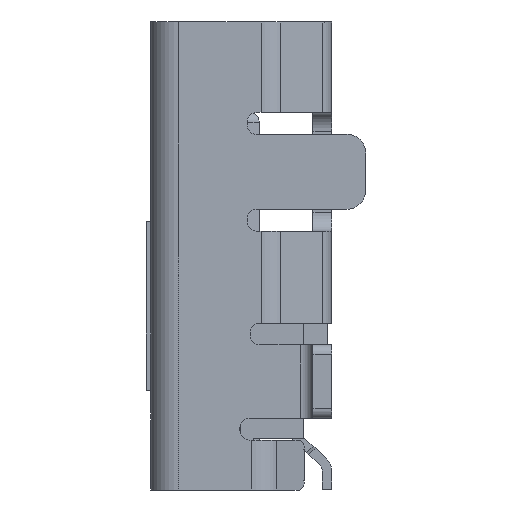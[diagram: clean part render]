
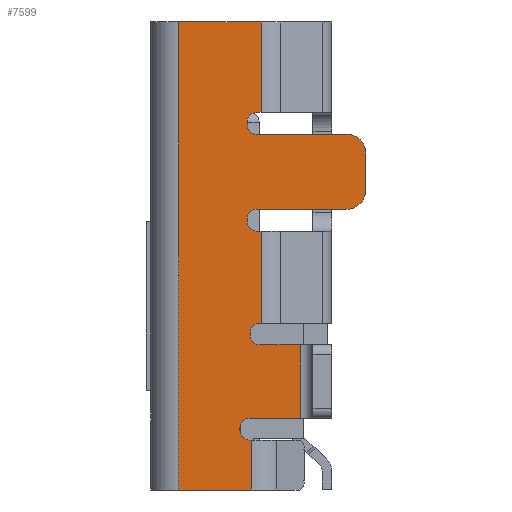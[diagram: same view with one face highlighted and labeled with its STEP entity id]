
A CAD part, left-side view. The second image highlights one B-rep face of the part: STEP entity #7599.
In plain terms, the highlighted planar face has unit normal (-1, 0, 0).
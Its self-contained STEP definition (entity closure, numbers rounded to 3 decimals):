
#5938 = VERTEX_POINT('',#5939);
#5939 = CARTESIAN_POINT('',(1.75,1.08,-0.8));
#5946 = EDGE_CURVE('',#5938,#5947,#5949,.T.);
#5947 = VERTEX_POINT('',#5948);
#5948 = CARTESIAN_POINT('',(1.75,2.4,-0.8));
#5949 = LINE('',#5950,#5951);
#5950 = CARTESIAN_POINT('',(1.75,1.08,-0.8));
#5951 = VECTOR('',#5952,1.);
#5952 = DIRECTION('',(0.,1.,0.));
#7361 = VERTEX_POINT('',#7362);
#7362 = CARTESIAN_POINT('',(1.75,2.4,-8.3));
#7369 = EDGE_CURVE('',#7361,#7370,#7372,.T.);
#7370 = VERTEX_POINT('',#7371);
#7371 = CARTESIAN_POINT('',(1.75,1.241,-8.3));
#7372 = LINE('',#7373,#7374);
#7373 = CARTESIAN_POINT('',(1.75,2.4,-8.3));
#7374 = VECTOR('',#7375,1.);
#7375 = DIRECTION('',(0.,-1.,0.));
#7539 = VERTEX_POINT('',#7540);
#7540 = CARTESIAN_POINT('',(1.75,1.42,-7.3));
#7548 = VERTEX_POINT('',#7549);
#7549 = CARTESIAN_POINT('',(1.75,1.42,-7.35));
#7555 = EDGE_CURVE('',#7548,#7539,#7556,.T.);
#7556 = LINE('',#7557,#7558);
#7557 = CARTESIAN_POINT('',(1.75,1.42,-7.35));
#7558 = VECTOR('',#7559,1.);
#7559 = DIRECTION('',(0.,0.,1.));
#7570 = EDGE_CURVE('',#7539,#7571,#7573,.T.);
#7571 = VERTEX_POINT('',#7572);
#7572 = CARTESIAN_POINT('',(1.75,1.27,-7.15));
#7573 = CIRCLE('',#7574,0.15);
#7574 = AXIS2_PLACEMENT_3D('',#7575,#7576,#7577);
#7575 = CARTESIAN_POINT('',(1.75,1.27,-7.3));
#7576 = DIRECTION('',(1.,0.,-0.));
#7577 = DIRECTION('',(0.,1.,0.));
#7599 = ADVANCED_FACE('',(#7600),#7817,.T.);
#7600 = FACE_BOUND('',#7601,.F.);
#7601 = EDGE_LOOP('',(#7602,#7612,#7618,#7619,#7620,#7629,#7637,#7643,
    #7644,#7650,#7651,#7659,#7667,#7676,#7684,#7693,#7701,#7710,#7718,
    #7727,#7735,#7744,#7752,#7761,#7769,#7777,#7785,#7794,#7802,#7811));
#7602 = ORIENTED_EDGE('',*,*,#7603,.T.);
#7603 = EDGE_CURVE('',#7604,#7606,#7608,.T.);
#7604 = VERTEX_POINT('',#7605);
#7605 = CARTESIAN_POINT('',(1.75,0.45,-5.975));
#7606 = VERTEX_POINT('',#7607);
#7607 = CARTESIAN_POINT('',(1.75,0.45,-7.15));
#7608 = LINE('',#7609,#7610);
#7609 = CARTESIAN_POINT('',(1.75,0.45,-5.975));
#7610 = VECTOR('',#7611,1.);
#7611 = DIRECTION('',(0.,0.,-1.));
#7612 = ORIENTED_EDGE('',*,*,#7613,.F.);
#7613 = EDGE_CURVE('',#7571,#7606,#7614,.T.);
#7614 = LINE('',#7615,#7616);
#7615 = CARTESIAN_POINT('',(1.75,1.27,-7.15));
#7616 = VECTOR('',#7617,1.);
#7617 = DIRECTION('',(0.,-1.,0.));
#7618 = ORIENTED_EDGE('',*,*,#7570,.F.);
#7619 = ORIENTED_EDGE('',*,*,#7555,.F.);
#7620 = ORIENTED_EDGE('',*,*,#7621,.F.);
#7621 = EDGE_CURVE('',#7622,#7548,#7624,.T.);
#7622 = VERTEX_POINT('',#7623);
#7623 = CARTESIAN_POINT('',(1.75,1.27,-7.5));
#7624 = CIRCLE('',#7625,0.15);
#7625 = AXIS2_PLACEMENT_3D('',#7626,#7627,#7628);
#7626 = CARTESIAN_POINT('',(1.75,1.27,-7.35));
#7627 = DIRECTION('',(1.,-0.,0.));
#7628 = DIRECTION('',(0.,0.,-1.));
#7629 = ORIENTED_EDGE('',*,*,#7630,.F.);
#7630 = EDGE_CURVE('',#7631,#7622,#7633,.T.);
#7631 = VERTEX_POINT('',#7632);
#7632 = CARTESIAN_POINT('',(1.75,1.241,-7.5));
#7633 = LINE('',#7634,#7635);
#7634 = CARTESIAN_POINT('',(1.75,1.241,-7.5));
#7635 = VECTOR('',#7636,1.);
#7636 = DIRECTION('',(0.,1.,0.));
#7637 = ORIENTED_EDGE('',*,*,#7638,.T.);
#7638 = EDGE_CURVE('',#7631,#7370,#7639,.T.);
#7639 = LINE('',#7640,#7641);
#7640 = CARTESIAN_POINT('',(1.75,1.241,-7.5));
#7641 = VECTOR('',#7642,1.);
#7642 = DIRECTION('',(0.,0.,-1.));
#7643 = ORIENTED_EDGE('',*,*,#7369,.F.);
#7644 = ORIENTED_EDGE('',*,*,#7645,.T.);
#7645 = EDGE_CURVE('',#7361,#5947,#7646,.T.);
#7646 = LINE('',#7647,#7648);
#7647 = CARTESIAN_POINT('',(1.75,2.4,-8.3));
#7648 = VECTOR('',#7649,1.);
#7649 = DIRECTION('',(0.,0.,1.));
#7650 = ORIENTED_EDGE('',*,*,#5946,.F.);
#7651 = ORIENTED_EDGE('',*,*,#7652,.T.);
#7652 = EDGE_CURVE('',#5938,#7653,#7655,.T.);
#7653 = VERTEX_POINT('',#7654);
#7654 = CARTESIAN_POINT('',(1.75,1.08,-2.25));
#7655 = LINE('',#7656,#7657);
#7656 = CARTESIAN_POINT('',(1.75,1.08,-0.8));
#7657 = VECTOR('',#7658,1.);
#7658 = DIRECTION('',(0.,0.,-1.));
#7659 = ORIENTED_EDGE('',*,*,#7660,.T.);
#7660 = EDGE_CURVE('',#7653,#7661,#7663,.T.);
#7661 = VERTEX_POINT('',#7662);
#7662 = CARTESIAN_POINT('',(1.75,1.155,-2.25));
#7663 = LINE('',#7664,#7665);
#7664 = CARTESIAN_POINT('',(1.75,1.08,-2.25));
#7665 = VECTOR('',#7666,1.);
#7666 = DIRECTION('',(0.,1.,0.));
#7667 = ORIENTED_EDGE('',*,*,#7668,.F.);
#7668 = EDGE_CURVE('',#7669,#7661,#7671,.T.);
#7669 = VERTEX_POINT('',#7670);
#7670 = CARTESIAN_POINT('',(1.75,1.305,-2.4));
#7671 = CIRCLE('',#7672,0.15);
#7672 = AXIS2_PLACEMENT_3D('',#7673,#7674,#7675);
#7673 = CARTESIAN_POINT('',(1.75,1.155,-2.4));
#7674 = DIRECTION('',(1.,0.,-0.));
#7675 = DIRECTION('',(0.,1.,0.));
#7676 = ORIENTED_EDGE('',*,*,#7677,.F.);
#7677 = EDGE_CURVE('',#7678,#7669,#7680,.T.);
#7678 = VERTEX_POINT('',#7679);
#7679 = CARTESIAN_POINT('',(1.75,1.305,-2.45));
#7680 = LINE('',#7681,#7682);
#7681 = CARTESIAN_POINT('',(1.75,1.305,-2.45));
#7682 = VECTOR('',#7683,1.);
#7683 = DIRECTION('',(0.,0.,1.));
#7684 = ORIENTED_EDGE('',*,*,#7685,.F.);
#7685 = EDGE_CURVE('',#7686,#7678,#7688,.T.);
#7686 = VERTEX_POINT('',#7687);
#7687 = CARTESIAN_POINT('',(1.75,1.155,-2.6));
#7688 = CIRCLE('',#7689,0.15);
#7689 = AXIS2_PLACEMENT_3D('',#7690,#7691,#7692);
#7690 = CARTESIAN_POINT('',(1.75,1.155,-2.45));
#7691 = DIRECTION('',(1.,-0.,0.));
#7692 = DIRECTION('',(0.,0.,-1.));
#7693 = ORIENTED_EDGE('',*,*,#7694,.F.);
#7694 = EDGE_CURVE('',#7695,#7686,#7697,.T.);
#7695 = VERTEX_POINT('',#7696);
#7696 = CARTESIAN_POINT('',(1.75,-0.295,-2.6));
#7697 = LINE('',#7698,#7699);
#7698 = CARTESIAN_POINT('',(1.75,-0.295,-2.6));
#7699 = VECTOR('',#7700,1.);
#7700 = DIRECTION('',(0.,1.,0.));
#7701 = ORIENTED_EDGE('',*,*,#7702,.F.);
#7702 = EDGE_CURVE('',#7703,#7695,#7705,.T.);
#7703 = VERTEX_POINT('',#7704);
#7704 = CARTESIAN_POINT('',(1.75,-0.595,-2.9));
#7705 = CIRCLE('',#7706,0.3);
#7706 = AXIS2_PLACEMENT_3D('',#7707,#7708,#7709);
#7707 = CARTESIAN_POINT('',(1.75,-0.295,-2.9));
#7708 = DIRECTION('',(-1.,0.,0.));
#7709 = DIRECTION('',(0.,-1.,0.));
#7710 = ORIENTED_EDGE('',*,*,#7711,.F.);
#7711 = EDGE_CURVE('',#7712,#7703,#7714,.T.);
#7712 = VERTEX_POINT('',#7713);
#7713 = CARTESIAN_POINT('',(1.75,-0.595,-3.5));
#7714 = LINE('',#7715,#7716);
#7715 = CARTESIAN_POINT('',(1.75,-0.595,-3.5));
#7716 = VECTOR('',#7717,1.);
#7717 = DIRECTION('',(0.,0.,1.));
#7718 = ORIENTED_EDGE('',*,*,#7719,.F.);
#7719 = EDGE_CURVE('',#7720,#7712,#7722,.T.);
#7720 = VERTEX_POINT('',#7721);
#7721 = CARTESIAN_POINT('',(1.75,-0.295,-3.8));
#7722 = CIRCLE('',#7723,0.3);
#7723 = AXIS2_PLACEMENT_3D('',#7724,#7725,#7726);
#7724 = CARTESIAN_POINT('',(1.75,-0.295,-3.5));
#7725 = DIRECTION('',(-1.,0.,0.));
#7726 = DIRECTION('',(0.,0.,-1.));
#7727 = ORIENTED_EDGE('',*,*,#7728,.F.);
#7728 = EDGE_CURVE('',#7729,#7720,#7731,.T.);
#7729 = VERTEX_POINT('',#7730);
#7730 = CARTESIAN_POINT('',(1.75,1.155,-3.8));
#7731 = LINE('',#7732,#7733);
#7732 = CARTESIAN_POINT('',(1.75,1.155,-3.8));
#7733 = VECTOR('',#7734,1.);
#7734 = DIRECTION('',(0.,-1.,0.));
#7735 = ORIENTED_EDGE('',*,*,#7736,.F.);
#7736 = EDGE_CURVE('',#7737,#7729,#7739,.T.);
#7737 = VERTEX_POINT('',#7738);
#7738 = CARTESIAN_POINT('',(1.75,1.305,-3.95));
#7739 = CIRCLE('',#7740,0.15);
#7740 = AXIS2_PLACEMENT_3D('',#7741,#7742,#7743);
#7741 = CARTESIAN_POINT('',(1.75,1.155,-3.95));
#7742 = DIRECTION('',(1.,0.,-0.));
#7743 = DIRECTION('',(0.,1.,0.));
#7744 = ORIENTED_EDGE('',*,*,#7745,.F.);
#7745 = EDGE_CURVE('',#7746,#7737,#7748,.T.);
#7746 = VERTEX_POINT('',#7747);
#7747 = CARTESIAN_POINT('',(1.75,1.305,-4.));
#7748 = LINE('',#7749,#7750);
#7749 = CARTESIAN_POINT('',(1.75,1.305,-4.));
#7750 = VECTOR('',#7751,1.);
#7751 = DIRECTION('',(0.,0.,1.));
#7752 = ORIENTED_EDGE('',*,*,#7753,.F.);
#7753 = EDGE_CURVE('',#7754,#7746,#7756,.T.);
#7754 = VERTEX_POINT('',#7755);
#7755 = CARTESIAN_POINT('',(1.75,1.155,-4.15));
#7756 = CIRCLE('',#7757,0.15);
#7757 = AXIS2_PLACEMENT_3D('',#7758,#7759,#7760);
#7758 = CARTESIAN_POINT('',(1.75,1.155,-4.));
#7759 = DIRECTION('',(1.,-0.,0.));
#7760 = DIRECTION('',(0.,0.,-1.));
#7761 = ORIENTED_EDGE('',*,*,#7762,.F.);
#7762 = EDGE_CURVE('',#7763,#7754,#7765,.T.);
#7763 = VERTEX_POINT('',#7764);
#7764 = CARTESIAN_POINT('',(1.75,1.08,-4.15));
#7765 = LINE('',#7766,#7767);
#7766 = CARTESIAN_POINT('',(1.75,1.08,-4.15));
#7767 = VECTOR('',#7768,1.);
#7768 = DIRECTION('',(0.,1.,0.));
#7769 = ORIENTED_EDGE('',*,*,#7770,.T.);
#7770 = EDGE_CURVE('',#7763,#7771,#7773,.T.);
#7771 = VERTEX_POINT('',#7772);
#7772 = CARTESIAN_POINT('',(1.75,1.08,-5.625));
#7773 = LINE('',#7774,#7775);
#7774 = CARTESIAN_POINT('',(1.75,1.08,-4.15));
#7775 = VECTOR('',#7776,1.);
#7776 = DIRECTION('',(0.,0.,-1.));
#7777 = ORIENTED_EDGE('',*,*,#7778,.F.);
#7778 = EDGE_CURVE('',#7779,#7771,#7781,.T.);
#7779 = VERTEX_POINT('',#7780);
#7780 = CARTESIAN_POINT('',(1.75,1.105,-5.625));
#7781 = LINE('',#7782,#7783);
#7782 = CARTESIAN_POINT('',(1.75,1.105,-5.625));
#7783 = VECTOR('',#7784,1.);
#7784 = DIRECTION('',(0.,-1.,0.));
#7785 = ORIENTED_EDGE('',*,*,#7786,.F.);
#7786 = EDGE_CURVE('',#7787,#7779,#7789,.T.);
#7787 = VERTEX_POINT('',#7788);
#7788 = CARTESIAN_POINT('',(1.75,1.255,-5.775));
#7789 = CIRCLE('',#7790,0.15);
#7790 = AXIS2_PLACEMENT_3D('',#7791,#7792,#7793);
#7791 = CARTESIAN_POINT('',(1.75,1.105,-5.775));
#7792 = DIRECTION('',(1.,0.,-0.));
#7793 = DIRECTION('',(0.,1.,0.));
#7794 = ORIENTED_EDGE('',*,*,#7795,.F.);
#7795 = EDGE_CURVE('',#7796,#7787,#7798,.T.);
#7796 = VERTEX_POINT('',#7797);
#7797 = CARTESIAN_POINT('',(1.75,1.255,-5.825));
#7798 = LINE('',#7799,#7800);
#7799 = CARTESIAN_POINT('',(1.75,1.255,-5.825));
#7800 = VECTOR('',#7801,1.);
#7801 = DIRECTION('',(0.,0.,1.));
#7802 = ORIENTED_EDGE('',*,*,#7803,.F.);
#7803 = EDGE_CURVE('',#7804,#7796,#7806,.T.);
#7804 = VERTEX_POINT('',#7805);
#7805 = CARTESIAN_POINT('',(1.75,1.105,-5.975));
#7806 = CIRCLE('',#7807,0.15);
#7807 = AXIS2_PLACEMENT_3D('',#7808,#7809,#7810);
#7808 = CARTESIAN_POINT('',(1.75,1.105,-5.825));
#7809 = DIRECTION('',(1.,-0.,0.));
#7810 = DIRECTION('',(0.,0.,-1.));
#7811 = ORIENTED_EDGE('',*,*,#7812,.F.);
#7812 = EDGE_CURVE('',#7604,#7804,#7813,.T.);
#7813 = LINE('',#7814,#7815);
#7814 = CARTESIAN_POINT('',(1.75,0.45,-5.975));
#7815 = VECTOR('',#7816,1.);
#7816 = DIRECTION('',(0.,1.,0.));
#7817 = PLANE('',#7818);
#7818 = AXIS2_PLACEMENT_3D('',#7819,#7820,#7821);
#7819 = CARTESIAN_POINT('',(1.75,1.74,-4.55));
#7820 = DIRECTION('',(-1.,0.,0.));
#7821 = DIRECTION('',(0.,0.,1.));
